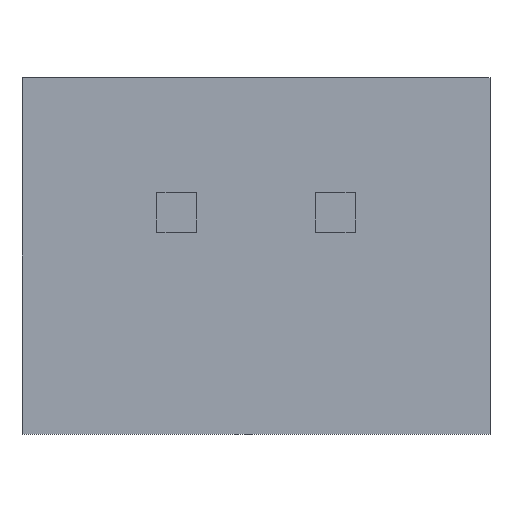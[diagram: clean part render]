
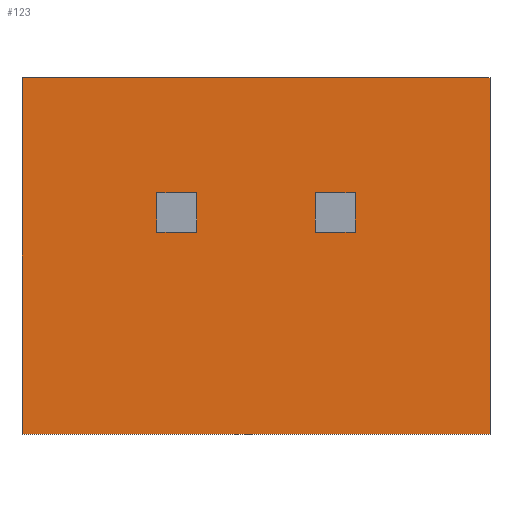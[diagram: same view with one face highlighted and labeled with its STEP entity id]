
A CAD part, front view. The second image highlights one B-rep face of the part: STEP entity #123.
In plain terms, the highlighted planar face has unit normal (0, -1, 0).
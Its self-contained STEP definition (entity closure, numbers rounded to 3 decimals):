
#32 = EDGE_CURVE('',#33,#35,#37,.T.);
#33 = VERTEX_POINT('',#34);
#34 = CARTESIAN_POINT('',(6.65,0.,2.55));
#35 = VERTEX_POINT('',#36);
#36 = CARTESIAN_POINT('',(6.65,0.,3.05));
#37 = LINE('',#38,#39);
#38 = CARTESIAN_POINT('',(6.65,0.,0.));
#39 = VECTOR('',#40,1.);
#40 = DIRECTION('',(0.,0.,1.));
#103 = EDGE_CURVE('',#35,#104,#106,.T.);
#104 = VERTEX_POINT('',#105);
#105 = CARTESIAN_POINT('',(7.15,0.,3.05));
#106 = LINE('',#107,#108);
#107 = CARTESIAN_POINT('',(2.95,0.,3.05));
#108 = VECTOR('',#109,1.);
#109 = DIRECTION('',(1.,0.,0.));
#123 = ADVANCED_FACE('',(#124,#158,#176),#210,.F.);
#124 = FACE_BOUND('',#125,.T.);
#125 = EDGE_LOOP('',(#126,#136,#144,#152));
#126 = ORIENTED_EDGE('',*,*,#127,.T.);
#127 = EDGE_CURVE('',#128,#130,#132,.T.);
#128 = VERTEX_POINT('',#129);
#129 = CARTESIAN_POINT('',(4.65,0.,3.05));
#130 = VERTEX_POINT('',#131);
#131 = CARTESIAN_POINT('',(5.15,0.,3.05));
#132 = LINE('',#133,#134);
#133 = CARTESIAN_POINT('',(2.95,0.,3.05));
#134 = VECTOR('',#135,1.);
#135 = DIRECTION('',(1.,0.,0.));
#136 = ORIENTED_EDGE('',*,*,#137,.T.);
#137 = EDGE_CURVE('',#130,#138,#140,.T.);
#138 = VERTEX_POINT('',#139);
#139 = CARTESIAN_POINT('',(5.15,0.,2.55));
#140 = LINE('',#141,#142);
#141 = CARTESIAN_POINT('',(5.15,0.,0.));
#142 = VECTOR('',#143,1.);
#143 = DIRECTION('',(0.,0.,-1.));
#144 = ORIENTED_EDGE('',*,*,#145,.T.);
#145 = EDGE_CURVE('',#138,#146,#148,.T.);
#146 = VERTEX_POINT('',#147);
#147 = CARTESIAN_POINT('',(4.65,0.,2.55));
#148 = LINE('',#149,#150);
#149 = CARTESIAN_POINT('',(2.95,0.,2.55));
#150 = VECTOR('',#151,1.);
#151 = DIRECTION('',(-1.,0.,0.));
#152 = ORIENTED_EDGE('',*,*,#153,.T.);
#153 = EDGE_CURVE('',#146,#128,#154,.T.);
#154 = LINE('',#155,#156);
#155 = CARTESIAN_POINT('',(4.65,0.,0.));
#156 = VECTOR('',#157,1.);
#157 = DIRECTION('',(0.,0.,1.));
#158 = FACE_BOUND('',#159,.T.);
#159 = EDGE_LOOP('',(#160,#161,#169,#175));
#160 = ORIENTED_EDGE('',*,*,#103,.T.);
#161 = ORIENTED_EDGE('',*,*,#162,.T.);
#162 = EDGE_CURVE('',#104,#163,#165,.T.);
#163 = VERTEX_POINT('',#164);
#164 = CARTESIAN_POINT('',(7.15,0.,2.55));
#165 = LINE('',#166,#167);
#166 = CARTESIAN_POINT('',(7.15,0.,0.));
#167 = VECTOR('',#168,1.);
#168 = DIRECTION('',(0.,0.,-1.));
#169 = ORIENTED_EDGE('',*,*,#170,.T.);
#170 = EDGE_CURVE('',#163,#33,#171,.T.);
#171 = LINE('',#172,#173);
#172 = CARTESIAN_POINT('',(2.95,0.,2.55));
#173 = VECTOR('',#174,1.);
#174 = DIRECTION('',(-1.,0.,0.));
#175 = ORIENTED_EDGE('',*,*,#32,.T.);
#176 = FACE_BOUND('',#177,.T.);
#177 = EDGE_LOOP('',(#178,#188,#196,#204));
#178 = ORIENTED_EDGE('',*,*,#179,.T.);
#179 = EDGE_CURVE('',#180,#182,#184,.T.);
#180 = VERTEX_POINT('',#181);
#181 = CARTESIAN_POINT('',(8.85,0.,0.));
#182 = VERTEX_POINT('',#183);
#183 = CARTESIAN_POINT('',(8.85,0.,4.5));
#184 = LINE('',#185,#186);
#185 = CARTESIAN_POINT('',(8.85,0.,0.));
#186 = VECTOR('',#187,1.);
#187 = DIRECTION('',(0.,0.,1.));
#188 = ORIENTED_EDGE('',*,*,#189,.F.);
#189 = EDGE_CURVE('',#190,#182,#192,.T.);
#190 = VERTEX_POINT('',#191);
#191 = CARTESIAN_POINT('',(2.95,0.,4.5));
#192 = LINE('',#193,#194);
#193 = CARTESIAN_POINT('',(2.95,0.,4.5));
#194 = VECTOR('',#195,1.);
#195 = DIRECTION('',(1.,0.,0.));
#196 = ORIENTED_EDGE('',*,*,#197,.F.);
#197 = EDGE_CURVE('',#198,#190,#200,.T.);
#198 = VERTEX_POINT('',#199);
#199 = CARTESIAN_POINT('',(2.95,0.,0.));
#200 = LINE('',#201,#202);
#201 = CARTESIAN_POINT('',(2.95,0.,0.));
#202 = VECTOR('',#203,1.);
#203 = DIRECTION('',(0.,0.,1.));
#204 = ORIENTED_EDGE('',*,*,#205,.T.);
#205 = EDGE_CURVE('',#198,#180,#206,.T.);
#206 = LINE('',#207,#208);
#207 = CARTESIAN_POINT('',(2.95,0.,0.));
#208 = VECTOR('',#209,1.);
#209 = DIRECTION('',(1.,0.,0.));
#210 = PLANE('',#211);
#211 = AXIS2_PLACEMENT_3D('',#212,#213,#214);
#212 = CARTESIAN_POINT('',(2.95,0.,0.));
#213 = DIRECTION('',(0.,1.,0.));
#214 = DIRECTION('',(0.,0.,-1.));
